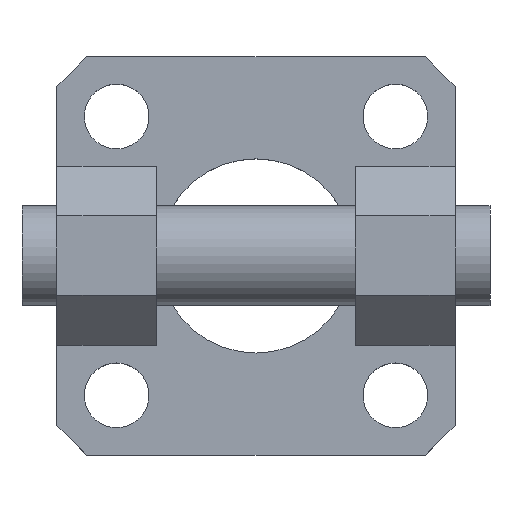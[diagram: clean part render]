
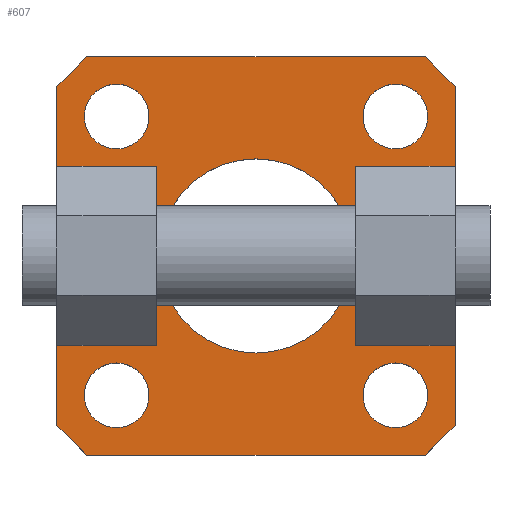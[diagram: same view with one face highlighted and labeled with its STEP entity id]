
A CAD part, top view. The second image highlights one B-rep face of the part: STEP entity #607.
In plain terms, the highlighted planar face has unit normal (0, 0, 1).
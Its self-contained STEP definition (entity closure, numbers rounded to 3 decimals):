
#17=LINE('',#883,#77);
#28=LINE('',#906,#88);
#30=LINE('',#909,#90);
#31=LINE('',#922,#91);
#32=LINE('',#924,#92);
#33=LINE('',#926,#93);
#34=LINE('',#928,#94);
#35=LINE('',#930,#95);
#36=LINE('',#932,#96);
#37=LINE('',#934,#97);
#38=LINE('',#936,#98);
#39=LINE('',#938,#99);
#40=LINE('',#940,#100);
#41=LINE('',#942,#101);
#42=LINE('',#944,#102);
#43=LINE('',#945,#103);
#77=VECTOR('',#722,10.);
#88=VECTOR('',#741,10.);
#90=VECTOR('',#745,18.);
#91=VECTOR('',#758,8.);
#92=VECTOR('',#759,4.243);
#93=VECTOR('',#760,34.);
#94=VECTOR('',#761,4.243);
#95=VECTOR('',#762,8.);
#96=VECTOR('',#763,10.);
#97=VECTOR('',#764,18.);
#98=VECTOR('',#765,10.);
#99=VECTOR('',#766,8.);
#100=VECTOR('',#767,4.243);
#101=VECTOR('',#768,34.);
#102=VECTOR('',#769,4.243);
#103=VECTOR('',#770,8.);
#143=PLANE('',#653);
#167=FACE_BOUND('',#236,.T.);
#168=FACE_BOUND('',#237,.T.);
#169=FACE_BOUND('',#238,.T.);
#170=FACE_BOUND('',#239,.T.);
#171=FACE_BOUND('',#240,.T.);
#172=FACE_BOUND('',#241,.T.);
#236=EDGE_LOOP('',(#468));
#237=EDGE_LOOP('',(#469));
#238=EDGE_LOOP('',(#470));
#239=EDGE_LOOP('',(#471));
#240=EDGE_LOOP('',(#472));
#241=EDGE_LOOP('',(#473,#474,#475,#476,#477,#478,#479,#480,#481,#482,#483,
#484,#485,#486,#487,#488));
#284=CIRCLE('',#654,3.25);
#285=CIRCLE('',#655,3.25);
#286=CIRCLE('',#656,3.25);
#287=CIRCLE('',#657,3.25);
#288=CIRCLE('',#658,9.75);
#302=VERTEX_POINT('',#876);
#305=VERTEX_POINT('',#881);
#312=VERTEX_POINT('',#903);
#313=VERTEX_POINT('',#905);
#314=VERTEX_POINT('',#911);
#315=VERTEX_POINT('',#913);
#316=VERTEX_POINT('',#915);
#317=VERTEX_POINT('',#917);
#318=VERTEX_POINT('',#919);
#319=VERTEX_POINT('',#921);
#320=VERTEX_POINT('',#923);
#321=VERTEX_POINT('',#925);
#322=VERTEX_POINT('',#927);
#323=VERTEX_POINT('',#929);
#324=VERTEX_POINT('',#931);
#325=VERTEX_POINT('',#933);
#326=VERTEX_POINT('',#935);
#327=VERTEX_POINT('',#937);
#328=VERTEX_POINT('',#939);
#329=VERTEX_POINT('',#941);
#330=VERTEX_POINT('',#943);
#363=EDGE_CURVE('',#302,#305,#17,.T.);
#374=EDGE_CURVE('',#313,#312,#28,.T.);
#376=EDGE_CURVE('',#305,#313,#30,.T.);
#377=EDGE_CURVE('',#314,#314,#284,.T.);
#378=EDGE_CURVE('',#315,#315,#285,.T.);
#379=EDGE_CURVE('',#316,#316,#286,.T.);
#380=EDGE_CURVE('',#317,#317,#287,.T.);
#381=EDGE_CURVE('',#318,#318,#288,.T.);
#382=EDGE_CURVE('',#312,#319,#31,.T.);
#383=EDGE_CURVE('',#320,#319,#32,.T.);
#384=EDGE_CURVE('',#320,#321,#33,.T.);
#385=EDGE_CURVE('',#322,#321,#34,.T.);
#386=EDGE_CURVE('',#322,#323,#35,.T.);
#387=EDGE_CURVE('',#323,#324,#36,.T.);
#388=EDGE_CURVE('',#324,#325,#37,.T.);
#389=EDGE_CURVE('',#325,#326,#38,.T.);
#390=EDGE_CURVE('',#326,#327,#39,.T.);
#391=EDGE_CURVE('',#328,#327,#40,.T.);
#392=EDGE_CURVE('',#328,#329,#41,.T.);
#393=EDGE_CURVE('',#330,#329,#42,.T.);
#394=EDGE_CURVE('',#330,#302,#43,.T.);
#468=ORIENTED_EDGE('',*,*,#377,.T.);
#469=ORIENTED_EDGE('',*,*,#378,.T.);
#470=ORIENTED_EDGE('',*,*,#379,.T.);
#471=ORIENTED_EDGE('',*,*,#380,.T.);
#472=ORIENTED_EDGE('',*,*,#381,.T.);
#473=ORIENTED_EDGE('',*,*,#363,.T.);
#474=ORIENTED_EDGE('',*,*,#376,.T.);
#475=ORIENTED_EDGE('',*,*,#374,.T.);
#476=ORIENTED_EDGE('',*,*,#382,.T.);
#477=ORIENTED_EDGE('',*,*,#383,.F.);
#478=ORIENTED_EDGE('',*,*,#384,.T.);
#479=ORIENTED_EDGE('',*,*,#385,.F.);
#480=ORIENTED_EDGE('',*,*,#386,.T.);
#481=ORIENTED_EDGE('',*,*,#387,.T.);
#482=ORIENTED_EDGE('',*,*,#388,.T.);
#483=ORIENTED_EDGE('',*,*,#389,.T.);
#484=ORIENTED_EDGE('',*,*,#390,.T.);
#485=ORIENTED_EDGE('',*,*,#391,.F.);
#486=ORIENTED_EDGE('',*,*,#392,.T.);
#487=ORIENTED_EDGE('',*,*,#393,.F.);
#488=ORIENTED_EDGE('',*,*,#394,.T.);
#607=ADVANCED_FACE('',(#167,#168,#169,#170,#171,#172),#143,.T.);
#653=AXIS2_PLACEMENT_3D('',#910,#746,#747);
#654=AXIS2_PLACEMENT_3D('',#912,#748,#749);
#655=AXIS2_PLACEMENT_3D('',#914,#750,#751);
#656=AXIS2_PLACEMENT_3D('',#916,#752,#753);
#657=AXIS2_PLACEMENT_3D('',#918,#754,#755);
#658=AXIS2_PLACEMENT_3D('',#920,#756,#757);
#722=DIRECTION('',(1.,0.,0.));
#741=DIRECTION('',(-1.,0.,0.));
#745=DIRECTION('',(0.,-1.,0.));
#746=DIRECTION('center_axis',(0.,0.,1.));
#747=DIRECTION('ref_axis',(1.,0.,0.));
#748=DIRECTION('center_axis',(0.,0.,-1.));
#749=DIRECTION('ref_axis',(-1.,0.,0.));
#750=DIRECTION('center_axis',(0.,0.,-1.));
#751=DIRECTION('ref_axis',(-1.,0.,0.));
#752=DIRECTION('center_axis',(0.,0.,-1.));
#753=DIRECTION('ref_axis',(-1.,0.,0.));
#754=DIRECTION('center_axis',(0.,0.,-1.));
#755=DIRECTION('ref_axis',(-1.,0.,0.));
#756=DIRECTION('center_axis',(0.,0.,-1.));
#757=DIRECTION('ref_axis',(-1.,0.,0.));
#758=DIRECTION('',(0.,-1.,0.));
#759=DIRECTION('',(-0.707,0.707,0.));
#760=DIRECTION('',(1.,0.,0.));
#761=DIRECTION('',(-0.707,-0.707,0.));
#762=DIRECTION('',(0.,1.,0.));
#763=DIRECTION('',(-1.,0.,0.));
#764=DIRECTION('',(0.,1.,0.));
#765=DIRECTION('',(1.,0.,0.));
#766=DIRECTION('',(0.,1.,0.));
#767=DIRECTION('',(0.707,-0.707,0.));
#768=DIRECTION('',(-1.,0.,0.));
#769=DIRECTION('',(0.707,0.707,0.));
#770=DIRECTION('',(0.,-1.,0.));
#876=CARTESIAN_POINT('',(-20.,9.,8.));
#881=CARTESIAN_POINT('',(-10.,9.,8.));
#883=CARTESIAN_POINT('',(-10.,9.,8.));
#903=CARTESIAN_POINT('',(-20.,-9.,8.));
#905=CARTESIAN_POINT('',(-10.,-9.,8.));
#906=CARTESIAN_POINT('',(-10.,-9.,8.));
#909=CARTESIAN_POINT('',(-10.,0.,8.));
#910=CARTESIAN_POINT('Origin',(0.,0.,8.));
#911=CARTESIAN_POINT('',(-10.75,14.,8.));
#912=CARTESIAN_POINT('Origin',(-14.,14.,8.));
#913=CARTESIAN_POINT('',(-10.75,-14.,8.));
#914=CARTESIAN_POINT('Origin',(-14.,-14.,8.));
#915=CARTESIAN_POINT('',(17.25,-14.,8.));
#916=CARTESIAN_POINT('Origin',(14.,-14.,8.));
#917=CARTESIAN_POINT('',(17.25,14.,8.));
#918=CARTESIAN_POINT('Origin',(14.,14.,8.));
#919=CARTESIAN_POINT('',(9.75,0.,8.));
#920=CARTESIAN_POINT('Origin',(0.,0.,8.));
#921=CARTESIAN_POINT('',(-20.,-17.,8.));
#922=CARTESIAN_POINT('',(-20.,-20.,8.));
#923=CARTESIAN_POINT('',(-17.,-20.,8.));
#924=CARTESIAN_POINT('',(-18.5,-18.5,8.));
#925=CARTESIAN_POINT('',(17.,-20.,8.));
#926=CARTESIAN_POINT('',(20.,-20.,8.));
#927=CARTESIAN_POINT('',(20.,-17.,8.));
#928=CARTESIAN_POINT('',(18.5,-18.5,8.));
#929=CARTESIAN_POINT('',(20.,-9.,8.));
#930=CARTESIAN_POINT('',(20.,20.,8.));
#931=CARTESIAN_POINT('',(10.,-9.,8.));
#932=CARTESIAN_POINT('',(10.,-9.,8.));
#933=CARTESIAN_POINT('',(10.,9.,8.));
#934=CARTESIAN_POINT('',(10.,0.,8.));
#935=CARTESIAN_POINT('',(20.,9.,8.));
#936=CARTESIAN_POINT('',(10.,9.,8.));
#937=CARTESIAN_POINT('',(20.,17.,8.));
#938=CARTESIAN_POINT('',(20.,20.,8.));
#939=CARTESIAN_POINT('',(17.,20.,8.));
#940=CARTESIAN_POINT('',(18.5,18.5,8.));
#941=CARTESIAN_POINT('',(-17.,20.,8.));
#942=CARTESIAN_POINT('',(-20.,20.,8.));
#943=CARTESIAN_POINT('',(-20.,17.,8.));
#944=CARTESIAN_POINT('',(-18.5,18.5,8.));
#945=CARTESIAN_POINT('',(-20.,-20.,8.));
